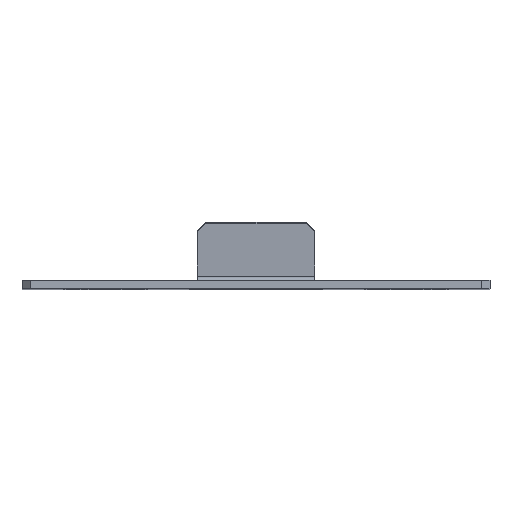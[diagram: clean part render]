
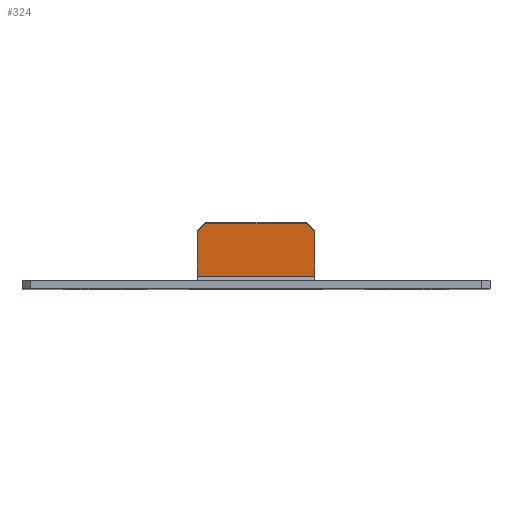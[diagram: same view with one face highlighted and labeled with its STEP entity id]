
A CAD part, top view. The second image highlights one B-rep face of the part: STEP entity #324.
In plain terms, the highlighted planar face has unit normal (0, -0.087, 0.996).
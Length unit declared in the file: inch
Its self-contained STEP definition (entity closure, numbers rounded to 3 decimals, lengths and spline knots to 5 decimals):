
#23 = LINE ( 'NONE', #257, #533 ) ;
#66 = DIRECTION ( 'NONE',  ( 0., -0.996, -0.087 ) ) ;
#107 = ORIENTED_EDGE ( 'NONE', *, *, #1052, .T. ) ;
#127 = VECTOR ( 'NONE', #948, 39.37008 ) ;
#152 = VERTEX_POINT ( 'NONE', #344 ) ;
#172 = ORIENTED_EDGE ( 'NONE', *, *, #549, .F. ) ;
#186 = VECTOR ( 'NONE', #1126, 39.37008 ) ;
#193 = ORIENTED_EDGE ( 'NONE', *, *, #503, .F. ) ;
#222 = LINE ( 'NONE', #528, #186 ) ;
#249 = CARTESIAN_POINT ( 'NONE',  ( 4.375, 0.06795, -1.93108 ) ) ;
#257 = CARTESIAN_POINT ( 'NONE',  ( 2.625, 0.8603, -1.86176 ) ) ;
#321 = VERTEX_POINT ( 'NONE', #380 ) ;
#324 = ADVANCED_FACE ( 'NONE', ( #1524 ), #973, .T. ) ;
#344 = CARTESIAN_POINT ( 'NONE',  ( 2.75, 0.8603, -1.86176 ) ) ;
#358 = AXIS2_PLACEMENT_3D ( 'NONE', #513, #1094, #1317 ) ;
#368 = EDGE_CURVE ( 'NONE', #937, #321, #23, .T. ) ;
#380 = CARTESIAN_POINT ( 'NONE',  ( 2.625, 0.73578, -1.87265 ) ) ;
#397 = CARTESIAN_POINT ( 'NONE',  ( 4.375, 0.73578, -1.87265 ) ) ;
#399 = CARTESIAN_POINT ( 'NONE',  ( 4.25, 0.8603, -1.86176 ) ) ;
#400 = LINE ( 'NONE', #704, #977 ) ;
#500 = VECTOR ( 'NONE', #66, 39.37008 ) ;
#503 = EDGE_CURVE ( 'NONE', #852, #937, #222, .T. ) ;
#513 = CARTESIAN_POINT ( 'NONE',  ( 0., 0.17907, -1.92136 ) ) ;
#521 = VERTEX_POINT ( 'NONE', #399 ) ;
#528 = CARTESIAN_POINT ( 'NONE',  ( 4.375, 0.06795, -1.93108 ) ) ;
#533 = VECTOR ( 'NONE', #1105, 39.37008 ) ;
#539 = ORIENTED_EDGE ( 'NONE', *, *, #1413, .T. ) ;
#544 = CARTESIAN_POINT ( 'NONE',  ( 1.03309, -0.85008, -2.01139 ) ) ;
#549 = EDGE_CURVE ( 'NONE', #1028, #852, #812, .T. ) ;
#575 = ORIENTED_EDGE ( 'NONE', *, *, #368, .F. ) ;
#704 = CARTESIAN_POINT ( 'NONE',  ( 2.46691, 2.6366, -1.70635 ) ) ;
#812 = LINE ( 'NONE', #1475, #500 ) ;
#852 = VERTEX_POINT ( 'NONE', #249 ) ;
#937 = VERTEX_POINT ( 'NONE', #980 ) ;
#948 = DIRECTION ( 'NONE',  ( 1., 0., 0. ) ) ;
#973 = PLANE ( 'NONE',  #358 ) ;
#977 = VECTOR ( 'NONE', #1288, 39.37008 ) ;
#980 = CARTESIAN_POINT ( 'NONE',  ( 2.625, 0.06795, -1.93108 ) ) ;
#991 = LINE ( 'NONE', #544, #1473 ) ;
#1028 = VERTEX_POINT ( 'NONE', #397 ) ;
#1052 = EDGE_CURVE ( 'NONE', #152, #321, #991, .T. ) ;
#1094 = DIRECTION ( 'NONE',  ( 0., -0.087, 0.996 ) ) ;
#1105 = DIRECTION ( 'NONE',  ( 0., 0.996, 0.087 ) ) ;
#1126 = DIRECTION ( 'NONE',  ( -1., 0., 0. ) ) ;
#1230 = DIRECTION ( 'NONE',  ( -0.707, -0.704, -0.062 ) ) ;
#1288 = DIRECTION ( 'NONE',  ( -0.707, 0.704, 0.062 ) ) ;
#1300 = CARTESIAN_POINT ( 'NONE',  ( 4.375, 0.8603, -1.86176 ) ) ;
#1302 = ORIENTED_EDGE ( 'NONE', *, *, #1351, .F. ) ;
#1317 = DIRECTION ( 'NONE',  ( 0., -0.996, -0.087 ) ) ;
#1336 = EDGE_LOOP ( 'NONE', ( #172, #539, #1302, #107, #575, #193 ) ) ;
#1351 = EDGE_CURVE ( 'NONE', #152, #521, #1458, .T. ) ;
#1413 = EDGE_CURVE ( 'NONE', #1028, #521, #400, .T. ) ;
#1458 = LINE ( 'NONE', #1300, #127 ) ;
#1473 = VECTOR ( 'NONE', #1230, 39.37008 ) ;
#1475 = CARTESIAN_POINT ( 'NONE',  ( 4.375, 0., -1.93702 ) ) ;
#1524 = FACE_OUTER_BOUND ( 'NONE', #1336, .T. ) ;
